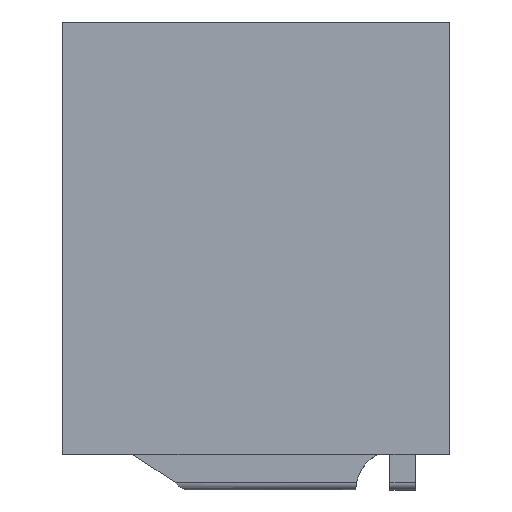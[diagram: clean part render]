
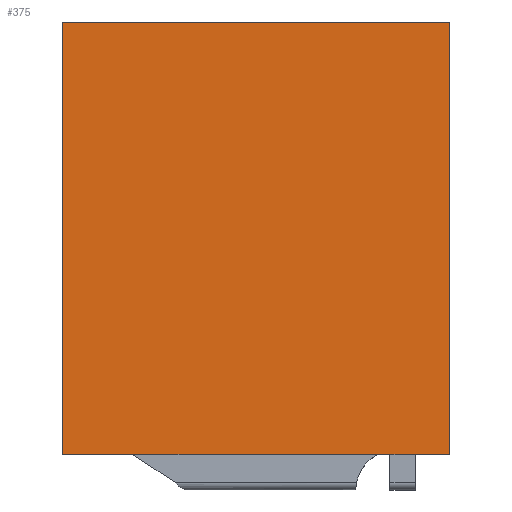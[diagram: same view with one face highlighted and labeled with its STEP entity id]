
A CAD part, top view. The second image highlights one B-rep face of the part: STEP entity #375.
In plain terms, the highlighted planar face has unit normal (0, 0, 1).
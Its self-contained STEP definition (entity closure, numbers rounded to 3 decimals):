
#24 = VERTEX_POINT('',#25);
#25 = CARTESIAN_POINT('',(-13.08,14.61,1.5));
#32 = PLANE('',#33);
#33 = AXIS2_PLACEMENT_3D('',#34,#35,#36);
#34 = CARTESIAN_POINT('',(-13.08,14.61,0.3));
#35 = DIRECTION('',(0.,1.,0.));
#36 = DIRECTION('',(1.,0.,0.));
#44 = PLANE('',#45);
#45 = AXIS2_PLACEMENT_3D('',#46,#47,#48);
#46 = CARTESIAN_POINT('',(-13.08,-14.61,0.3));
#47 = DIRECTION('',(-1.,0.,0.));
#48 = DIRECTION('',(0.,1.,0.));
#56 = EDGE_CURVE('',#24,#57,#59,.T.);
#57 = VERTEX_POINT('',#58);
#58 = CARTESIAN_POINT('',(13.08,14.61,1.5));
#59 = SURFACE_CURVE('',#60,(#64,#71),.PCURVE_S1.);
#60 = LINE('',#61,#62);
#61 = CARTESIAN_POINT('',(-13.08,14.61,1.5));
#62 = VECTOR('',#63,1.);
#63 = DIRECTION('',(1.,0.,0.));
#64 = PCURVE('',#32,#65);
#65 = DEFINITIONAL_REPRESENTATION('',(#66),#70);
#66 = LINE('',#67,#68);
#67 = CARTESIAN_POINT('',(0.,-1.2));
#68 = VECTOR('',#69,1.);
#69 = DIRECTION('',(1.,0.));
#70 = ( GEOMETRIC_REPRESENTATION_CONTEXT(2) 
PARAMETRIC_REPRESENTATION_CONTEXT() REPRESENTATION_CONTEXT('2D SPACE',''
  ) );
#71 = PCURVE('',#72,#77);
#72 = PLANE('',#73);
#73 = AXIS2_PLACEMENT_3D('',#74,#75,#76);
#74 = CARTESIAN_POINT('',(0.,0.,1.5));
#75 = DIRECTION('',(0.,0.,1.));
#76 = DIRECTION('',(1.,0.,0.));
#77 = DEFINITIONAL_REPRESENTATION('',(#78),#82);
#78 = LINE('',#79,#80);
#79 = CARTESIAN_POINT('',(-13.08,14.61));
#80 = VECTOR('',#81,1.);
#81 = DIRECTION('',(1.,0.));
#82 = ( GEOMETRIC_REPRESENTATION_CONTEXT(2) 
PARAMETRIC_REPRESENTATION_CONTEXT() REPRESENTATION_CONTEXT('2D SPACE',''
  ) );
#100 = PLANE('',#101);
#101 = AXIS2_PLACEMENT_3D('',#102,#103,#104);
#102 = CARTESIAN_POINT('',(13.08,14.61,0.3));
#103 = DIRECTION('',(1.,0.,-0.));
#104 = DIRECTION('',(0.,-1.,0.));
#144 = VERTEX_POINT('',#145);
#145 = CARTESIAN_POINT('',(-13.08,-14.61,1.5));
#159 = PLANE('',#160);
#160 = AXIS2_PLACEMENT_3D('',#161,#162,#163);
#161 = CARTESIAN_POINT('',(-8.318,-14.61,0.3));
#162 = DIRECTION('',(0.,-1.,0.));
#163 = DIRECTION('',(-1.,0.,0.));
#171 = EDGE_CURVE('',#144,#24,#172,.T.);
#172 = SURFACE_CURVE('',#173,(#177,#184),.PCURVE_S1.);
#173 = LINE('',#174,#175);
#174 = CARTESIAN_POINT('',(-13.08,-14.61,1.5));
#175 = VECTOR('',#176,1.);
#176 = DIRECTION('',(0.,1.,0.));
#177 = PCURVE('',#44,#178);
#178 = DEFINITIONAL_REPRESENTATION('',(#179),#183);
#179 = LINE('',#180,#181);
#180 = CARTESIAN_POINT('',(0.,-1.2));
#181 = VECTOR('',#182,1.);
#182 = DIRECTION('',(1.,0.));
#183 = ( GEOMETRIC_REPRESENTATION_CONTEXT(2) 
PARAMETRIC_REPRESENTATION_CONTEXT() REPRESENTATION_CONTEXT('2D SPACE',''
  ) );
#184 = PCURVE('',#72,#185);
#185 = DEFINITIONAL_REPRESENTATION('',(#186),#190);
#186 = LINE('',#187,#188);
#187 = CARTESIAN_POINT('',(-13.08,-14.61));
#188 = VECTOR('',#189,1.);
#189 = DIRECTION('',(0.,1.));
#190 = ( GEOMETRIC_REPRESENTATION_CONTEXT(2) 
PARAMETRIC_REPRESENTATION_CONTEXT() REPRESENTATION_CONTEXT('2D SPACE',''
  ) );
#223 = EDGE_CURVE('',#57,#224,#226,.T.);
#224 = VERTEX_POINT('',#225);
#225 = CARTESIAN_POINT('',(13.08,-14.61,1.5));
#226 = SURFACE_CURVE('',#227,(#231,#238),.PCURVE_S1.);
#227 = LINE('',#228,#229);
#228 = CARTESIAN_POINT('',(13.08,14.61,1.5));
#229 = VECTOR('',#230,1.);
#230 = DIRECTION('',(0.,-1.,0.));
#231 = PCURVE('',#100,#232);
#232 = DEFINITIONAL_REPRESENTATION('',(#233),#237);
#233 = LINE('',#234,#235);
#234 = CARTESIAN_POINT('',(0.,-1.2));
#235 = VECTOR('',#236,1.);
#236 = DIRECTION('',(1.,0.));
#237 = ( GEOMETRIC_REPRESENTATION_CONTEXT(2) 
PARAMETRIC_REPRESENTATION_CONTEXT() REPRESENTATION_CONTEXT('2D SPACE',''
  ) );
#238 = PCURVE('',#72,#239);
#239 = DEFINITIONAL_REPRESENTATION('',(#240),#244);
#240 = LINE('',#241,#242);
#241 = CARTESIAN_POINT('',(13.08,14.61));
#242 = VECTOR('',#243,1.);
#243 = DIRECTION('',(0.,-1.));
#244 = ( GEOMETRIC_REPRESENTATION_CONTEXT(2) 
PARAMETRIC_REPRESENTATION_CONTEXT() REPRESENTATION_CONTEXT('2D SPACE',''
  ) );
#262 = PLANE('',#263);
#263 = AXIS2_PLACEMENT_3D('',#264,#265,#266);
#264 = CARTESIAN_POINT('',(13.08,-14.61,0.3));
#265 = DIRECTION('',(0.,-1.,0.));
#266 = DIRECTION('',(-1.,0.,0.));
#375 = ADVANCED_FACE('',(#376),#72,.T.);
#376 = FACE_BOUND('',#377,.F.);
#377 = EDGE_LOOP('',(#378,#379,#380,#403,#431,#459,#487,#508));
#378 = ORIENTED_EDGE('',*,*,#56,.T.);
#379 = ORIENTED_EDGE('',*,*,#223,.T.);
#380 = ORIENTED_EDGE('',*,*,#381,.T.);
#381 = EDGE_CURVE('',#224,#382,#384,.T.);
#382 = VERTEX_POINT('',#383);
#383 = CARTESIAN_POINT('',(10.775,-14.61,1.5));
#384 = SURFACE_CURVE('',#385,(#389,#396),.PCURVE_S1.);
#385 = LINE('',#386,#387);
#386 = CARTESIAN_POINT('',(13.08,-14.61,1.5));
#387 = VECTOR('',#388,1.);
#388 = DIRECTION('',(-1.,0.,0.));
#389 = PCURVE('',#72,#390);
#390 = DEFINITIONAL_REPRESENTATION('',(#391),#395);
#391 = LINE('',#392,#393);
#392 = CARTESIAN_POINT('',(13.08,-14.61));
#393 = VECTOR('',#394,1.);
#394 = DIRECTION('',(-1.,0.));
#395 = ( GEOMETRIC_REPRESENTATION_CONTEXT(2) 
PARAMETRIC_REPRESENTATION_CONTEXT() REPRESENTATION_CONTEXT('2D SPACE',''
  ) );
#396 = PCURVE('',#262,#397);
#397 = DEFINITIONAL_REPRESENTATION('',(#398),#402);
#398 = LINE('',#399,#400);
#399 = CARTESIAN_POINT('',(0.,-1.2));
#400 = VECTOR('',#401,1.);
#401 = DIRECTION('',(1.,0.));
#402 = ( GEOMETRIC_REPRESENTATION_CONTEXT(2) 
PARAMETRIC_REPRESENTATION_CONTEXT() REPRESENTATION_CONTEXT('2D SPACE',''
  ) );
#403 = ORIENTED_EDGE('',*,*,#404,.F.);
#404 = EDGE_CURVE('',#405,#382,#407,.T.);
#405 = VERTEX_POINT('',#406);
#406 = CARTESIAN_POINT('',(9.046,-14.61,1.5));
#407 = SURFACE_CURVE('',#408,(#412,#419),.PCURVE_S1.);
#408 = LINE('',#409,#410);
#409 = CARTESIAN_POINT('',(9.046,-14.61,1.5));
#410 = VECTOR('',#411,1.);
#411 = DIRECTION('',(1.,0.,0.));
#412 = PCURVE('',#72,#413);
#413 = DEFINITIONAL_REPRESENTATION('',(#414),#418);
#414 = LINE('',#415,#416);
#415 = CARTESIAN_POINT('',(9.046,-14.61));
#416 = VECTOR('',#417,1.);
#417 = DIRECTION('',(1.,0.));
#418 = ( GEOMETRIC_REPRESENTATION_CONTEXT(2) 
PARAMETRIC_REPRESENTATION_CONTEXT() REPRESENTATION_CONTEXT('2D SPACE',''
  ) );
#419 = PCURVE('',#420,#425);
#420 = PLANE('',#421);
#421 = AXIS2_PLACEMENT_3D('',#422,#423,#424);
#422 = CARTESIAN_POINT('',(9.046,-14.61,0.3));
#423 = DIRECTION('',(0.,1.,0.));
#424 = DIRECTION('',(1.,0.,0.));
#425 = DEFINITIONAL_REPRESENTATION('',(#426),#430);
#426 = LINE('',#427,#428);
#427 = CARTESIAN_POINT('',(0.,-1.2));
#428 = VECTOR('',#429,1.);
#429 = DIRECTION('',(1.,0.));
#430 = ( GEOMETRIC_REPRESENTATION_CONTEXT(2) 
PARAMETRIC_REPRESENTATION_CONTEXT() REPRESENTATION_CONTEXT('2D SPACE',''
  ) );
#431 = ORIENTED_EDGE('',*,*,#432,.T.);
#432 = EDGE_CURVE('',#405,#433,#435,.T.);
#433 = VERTEX_POINT('',#434);
#434 = CARTESIAN_POINT('',(8.21,-14.61,1.5));
#435 = SURFACE_CURVE('',#436,(#440,#447),.PCURVE_S1.);
#436 = LINE('',#437,#438);
#437 = CARTESIAN_POINT('',(13.08,-14.61,1.5));
#438 = VECTOR('',#439,1.);
#439 = DIRECTION('',(-1.,0.,0.));
#440 = PCURVE('',#72,#441);
#441 = DEFINITIONAL_REPRESENTATION('',(#442),#446);
#442 = LINE('',#443,#444);
#443 = CARTESIAN_POINT('',(13.08,-14.61));
#444 = VECTOR('',#445,1.);
#445 = DIRECTION('',(-1.,0.));
#446 = ( GEOMETRIC_REPRESENTATION_CONTEXT(2) 
PARAMETRIC_REPRESENTATION_CONTEXT() REPRESENTATION_CONTEXT('2D SPACE',''
  ) );
#447 = PCURVE('',#448,#453);
#448 = PLANE('',#449);
#449 = AXIS2_PLACEMENT_3D('',#450,#451,#452);
#450 = CARTESIAN_POINT('',(9.046,-14.61,0.3));
#451 = DIRECTION('',(0.,-1.,0.));
#452 = DIRECTION('',(-1.,0.,0.));
#453 = DEFINITIONAL_REPRESENTATION('',(#454),#458);
#454 = LINE('',#455,#456);
#455 = CARTESIAN_POINT('',(-4.034,-1.2));
#456 = VECTOR('',#457,1.);
#457 = DIRECTION('',(1.,0.));
#458 = ( GEOMETRIC_REPRESENTATION_CONTEXT(2) 
PARAMETRIC_REPRESENTATION_CONTEXT() REPRESENTATION_CONTEXT('2D SPACE',''
  ) );
#459 = ORIENTED_EDGE('',*,*,#460,.F.);
#460 = EDGE_CURVE('',#461,#433,#463,.T.);
#461 = VERTEX_POINT('',#462);
#462 = CARTESIAN_POINT('',(-8.318,-14.61,1.5));
#463 = SURFACE_CURVE('',#464,(#468,#475),.PCURVE_S1.);
#464 = LINE('',#465,#466);
#465 = CARTESIAN_POINT('',(-8.318,-14.61,1.5));
#466 = VECTOR('',#467,1.);
#467 = DIRECTION('',(1.,0.,0.));
#468 = PCURVE('',#72,#469);
#469 = DEFINITIONAL_REPRESENTATION('',(#470),#474);
#470 = LINE('',#471,#472);
#471 = CARTESIAN_POINT('',(-8.318,-14.61));
#472 = VECTOR('',#473,1.);
#473 = DIRECTION('',(1.,0.));
#474 = ( GEOMETRIC_REPRESENTATION_CONTEXT(2) 
PARAMETRIC_REPRESENTATION_CONTEXT() REPRESENTATION_CONTEXT('2D SPACE',''
  ) );
#475 = PCURVE('',#476,#481);
#476 = PLANE('',#477);
#477 = AXIS2_PLACEMENT_3D('',#478,#479,#480);
#478 = CARTESIAN_POINT('',(-8.318,-14.61,0.3));
#479 = DIRECTION('',(0.,1.,0.));
#480 = DIRECTION('',(1.,0.,0.));
#481 = DEFINITIONAL_REPRESENTATION('',(#482),#486);
#482 = LINE('',#483,#484);
#483 = CARTESIAN_POINT('',(0.,-1.2));
#484 = VECTOR('',#485,1.);
#485 = DIRECTION('',(1.,0.));
#486 = ( GEOMETRIC_REPRESENTATION_CONTEXT(2) 
PARAMETRIC_REPRESENTATION_CONTEXT() REPRESENTATION_CONTEXT('2D SPACE',''
  ) );
#487 = ORIENTED_EDGE('',*,*,#488,.T.);
#488 = EDGE_CURVE('',#461,#144,#489,.T.);
#489 = SURFACE_CURVE('',#490,(#494,#501),.PCURVE_S1.);
#490 = LINE('',#491,#492);
#491 = CARTESIAN_POINT('',(13.08,-14.61,1.5));
#492 = VECTOR('',#493,1.);
#493 = DIRECTION('',(-1.,0.,0.));
#494 = PCURVE('',#72,#495);
#495 = DEFINITIONAL_REPRESENTATION('',(#496),#500);
#496 = LINE('',#497,#498);
#497 = CARTESIAN_POINT('',(13.08,-14.61));
#498 = VECTOR('',#499,1.);
#499 = DIRECTION('',(-1.,0.));
#500 = ( GEOMETRIC_REPRESENTATION_CONTEXT(2) 
PARAMETRIC_REPRESENTATION_CONTEXT() REPRESENTATION_CONTEXT('2D SPACE',''
  ) );
#501 = PCURVE('',#159,#502);
#502 = DEFINITIONAL_REPRESENTATION('',(#503),#507);
#503 = LINE('',#504,#505);
#504 = CARTESIAN_POINT('',(-21.398,-1.2));
#505 = VECTOR('',#506,1.);
#506 = DIRECTION('',(1.,0.));
#507 = ( GEOMETRIC_REPRESENTATION_CONTEXT(2) 
PARAMETRIC_REPRESENTATION_CONTEXT() REPRESENTATION_CONTEXT('2D SPACE',''
  ) );
#508 = ORIENTED_EDGE('',*,*,#171,.T.);
